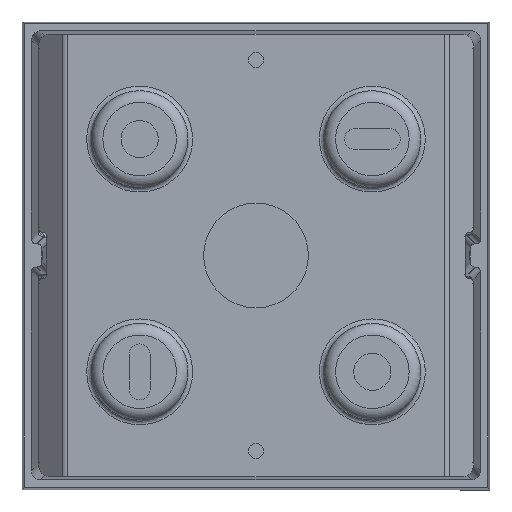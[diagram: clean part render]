
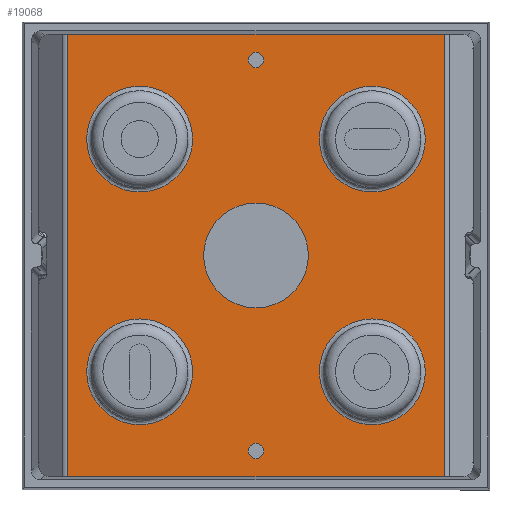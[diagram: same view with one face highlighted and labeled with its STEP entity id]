
A CAD part, top view. The second image highlights one B-rep face of the part: STEP entity #19068.
In plain terms, the highlighted planar face has unit normal (0, 0, 1).
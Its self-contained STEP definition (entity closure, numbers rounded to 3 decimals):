
#153=FACE_BOUND('',#3371,.T.);
#154=FACE_BOUND('',#3372,.T.);
#155=FACE_BOUND('',#3373,.T.);
#156=FACE_BOUND('',#3374,.T.);
#157=FACE_BOUND('',#3375,.T.);
#158=FACE_BOUND('',#3376,.T.);
#159=FACE_BOUND('',#3377,.T.);
#512=B_SPLINE_CURVE_WITH_KNOTS('',3,(#41917,#41918,#41919,#41920,#41921,
#41922,#41923,#41924,#41925,#41926,#41927,#41928,#41929,#41930,#41931,#41932,
#41933),.UNSPECIFIED.,.T.,.F.,(4,1,1,1,1,1,1,1,1,1,1,1,1,1,4),(-3.549,
-3.042,-2.535,-2.028,-1.521,-1.183,
-0.507,0.169,0.507,1.183,1.521,
2.197,2.535,3.042,3.549),
 .UNSPECIFIED.);
#513=B_SPLINE_CURVE_WITH_KNOTS('',3,(#41944,#41945,#41946,#41947,#41948,
#41949,#41950,#41951,#41952,#41953,#41954,#41955,#41956,#41957,#41958,#41959,
#41960),.UNSPECIFIED.,.T.,.F.,(4,1,1,1,1,1,1,1,1,1,1,1,1,1,4),(-3.549,
-3.042,-2.535,-2.028,-1.521,-1.183,
-0.507,-0.169,0.507,1.183,
1.521,2.197,2.535,3.042,3.549),
 .UNSPECIFIED.);
#514=B_SPLINE_CURVE_WITH_KNOTS('',3,(#41962,#41963,#41964,#41965,#41966,
#41967,#41968,#41969,#41970,#41971,#41972,#41973,#41974,#41975,#41976,#41977,
#41978),.UNSPECIFIED.,.T.,.F.,(4,1,1,1,1,1,1,1,1,1,1,1,1,1,4),(-3.549,
-3.042,-2.535,-2.028,-1.521,-1.183,
-0.507,0.169,0.507,1.183,1.521,
2.197,2.535,3.042,3.549),
 .UNSPECIFIED.);
#515=B_SPLINE_CURVE_WITH_KNOTS('',3,(#41986,#41987,#41988,#41989,#41990,
#41991,#41992,#41993,#41994,#41995,#41996,#41997,#41998,#41999,#42000,#42001,
#42002),.UNSPECIFIED.,.T.,.F.,(4,1,1,1,1,1,1,1,1,1,1,1,1,1,4),(-3.549,
-3.042,-2.535,-2.028,-1.521,-1.183,
-0.507,0.169,0.507,1.183,1.521,
2.197,2.535,3.042,3.549),
 .UNSPECIFIED.);
#2161=FACE_OUTER_BOUND('',#3370,.T.);
#3370=EDGE_LOOP('',(#15711,#15712,#15713,#15714));
#3371=EDGE_LOOP('',(#15715));
#3372=EDGE_LOOP('',(#15716));
#3373=EDGE_LOOP('',(#15717));
#3374=EDGE_LOOP('',(#15718));
#3375=EDGE_LOOP('',(#15719));
#3376=EDGE_LOOP('',(#15720));
#3377=EDGE_LOOP('',(#15721));
#4734=LINE('',#41937,#6212);
#4735=LINE('',#41939,#6213);
#4736=LINE('',#41941,#6214);
#4737=LINE('',#41942,#6215);
#6212=VECTOR('',#24786,10.);
#6213=VECTOR('',#24787,10.);
#6214=VECTOR('',#24788,10.);
#6215=VECTOR('',#24789,10.);
#7269=CIRCLE('',#20758,1.65);
#7270=CIRCLE('',#20759,1.65);
#7271=CIRCLE('',#20760,11.25);
#8653=VERTEX_POINT('',#41892);
#8656=VERTEX_POINT('',#41935);
#8657=VERTEX_POINT('',#41936);
#8658=VERTEX_POINT('',#41938);
#8659=VERTEX_POINT('',#41940);
#8660=VERTEX_POINT('',#41943);
#8661=VERTEX_POINT('',#41961);
#8662=VERTEX_POINT('',#41979);
#8663=VERTEX_POINT('',#41981);
#8664=VERTEX_POINT('',#41983);
#8665=VERTEX_POINT('',#41985);
#11101=EDGE_CURVE('',#8653,#8653,#512,.T.);
#11102=EDGE_CURVE('',#8656,#8657,#4734,.T.);
#11103=EDGE_CURVE('',#8658,#8656,#4735,.T.);
#11104=EDGE_CURVE('',#8659,#8658,#4736,.T.);
#11105=EDGE_CURVE('',#8657,#8659,#4737,.T.);
#11106=EDGE_CURVE('',#8660,#8660,#513,.T.);
#11107=EDGE_CURVE('',#8661,#8661,#514,.T.);
#11108=EDGE_CURVE('',#8662,#8662,#7269,.T.);
#11109=EDGE_CURVE('',#8663,#8663,#7270,.T.);
#11110=EDGE_CURVE('',#8664,#8664,#7271,.T.);
#11111=EDGE_CURVE('',#8665,#8665,#515,.T.);
#15711=ORIENTED_EDGE('',*,*,#11102,.F.);
#15712=ORIENTED_EDGE('',*,*,#11103,.F.);
#15713=ORIENTED_EDGE('',*,*,#11104,.F.);
#15714=ORIENTED_EDGE('',*,*,#11105,.F.);
#15715=ORIENTED_EDGE('',*,*,#11106,.F.);
#15716=ORIENTED_EDGE('',*,*,#11107,.F.);
#15717=ORIENTED_EDGE('',*,*,#11108,.T.);
#15718=ORIENTED_EDGE('',*,*,#11109,.T.);
#15719=ORIENTED_EDGE('',*,*,#11110,.T.);
#15720=ORIENTED_EDGE('',*,*,#11111,.F.);
#15721=ORIENTED_EDGE('',*,*,#11101,.F.);
#18098=PLANE('',#20757);
#19068=ADVANCED_FACE('',(#2161,#153,#154,#155,#156,#157,#158,#159),#18098,
 .T.);
#20757=AXIS2_PLACEMENT_3D('',#41934,#24784,#24785);
#20758=AXIS2_PLACEMENT_3D('',#41980,#24790,#24791);
#20759=AXIS2_PLACEMENT_3D('',#41982,#24792,#24793);
#20760=AXIS2_PLACEMENT_3D('',#41984,#24794,#24795);
#24784=DIRECTION('center_axis',(0.,0.,1.));
#24785=DIRECTION('ref_axis',(1.,0.,0.));
#24786=DIRECTION('',(0.,-1.,0.));
#24787=DIRECTION('',(1.,0.,0.));
#24788=DIRECTION('',(0.,1.,0.));
#24789=DIRECTION('',(-1.,0.,0.));
#24790=DIRECTION('center_axis',(0.,0.,-1.));
#24791=DIRECTION('ref_axis',(-1.,0.,0.));
#24792=DIRECTION('center_axis',(0.,0.,-1.));
#24793=DIRECTION('ref_axis',(-1.,0.,0.));
#24794=DIRECTION('center_axis',(0.,0.,-1.));
#24795=DIRECTION('ref_axis',(-1.,0.,0.));
#41892=CARTESIAN_POINT('',(13.636,25.009,53.));
#41917=CARTESIAN_POINT('Ctrl Pts',(13.636,25.009,53.));
#41918=CARTESIAN_POINT('Ctrl Pts',(13.635,23.315,53.));
#41919=CARTESIAN_POINT('Ctrl Pts',(14.406,19.906,53.));
#41920=CARTESIAN_POINT('Ctrl Pts',(17.664,15.82,53.));
#41921=CARTESIAN_POINT('Ctrl Pts',(22.382,13.541,53.));
#41922=CARTESIAN_POINT('Ctrl Pts',(27.031,13.545,53.));
#41923=CARTESIAN_POINT('Ctrl Pts',(31.831,15.424,53.));
#41924=CARTESIAN_POINT('Ctrl Pts',(35.88,19.761,53.));
#41925=CARTESIAN_POINT('Ctrl Pts',(36.741,25.626,53.));
#41926=CARTESIAN_POINT('Ctrl Pts',(35.071,31.076,53.));
#41927=CARTESIAN_POINT('Ctrl Pts',(31.854,34.567,53.));
#41928=CARTESIAN_POINT('Ctrl Pts',(26.514,36.665,53.));
#41929=CARTESIAN_POINT('Ctrl Pts',(21.794,36.322,53.));
#41930=CARTESIAN_POINT('Ctrl Pts',(17.325,33.739,53.));
#41931=CARTESIAN_POINT('Ctrl Pts',(14.414,30.117,53.));
#41932=CARTESIAN_POINT('Ctrl Pts',(13.637,26.703,53.));
#41933=CARTESIAN_POINT('Ctrl Pts',(13.636,25.009,53.));
#41934=CARTESIAN_POINT('Origin',(0.,0.,53.));
#41935=CARTESIAN_POINT('',(40.5,47.5,53.));
#41936=CARTESIAN_POINT('',(40.5,-47.5,53.));
#41937=CARTESIAN_POINT('',(40.5,-47.5,53.));
#41938=CARTESIAN_POINT('',(-40.5,47.5,53.));
#41939=CARTESIAN_POINT('',(40.5,47.5,53.));
#41940=CARTESIAN_POINT('',(-40.5,-47.5,53.));
#41941=CARTESIAN_POINT('',(-40.5,47.5,53.));
#41942=CARTESIAN_POINT('',(-40.5,-47.5,53.));
#41943=CARTESIAN_POINT('',(-13.636,24.991,53.));
#41944=CARTESIAN_POINT('Ctrl Pts',(-13.636,24.991,53.));
#41945=CARTESIAN_POINT('Ctrl Pts',(-13.635,26.685,53.));
#41946=CARTESIAN_POINT('Ctrl Pts',(-14.406,30.094,53.));
#41947=CARTESIAN_POINT('Ctrl Pts',(-17.664,34.181,53.));
#41948=CARTESIAN_POINT('Ctrl Pts',(-22.383,36.458,53.));
#41949=CARTESIAN_POINT('Ctrl Pts',(-27.029,36.456,53.));
#41950=CARTESIAN_POINT('Ctrl Pts',(-31.835,34.574,53.));
#41951=CARTESIAN_POINT('Ctrl Pts',(-35.058,31.112,53.));
#41952=CARTESIAN_POINT('Ctrl Pts',(-36.745,25.617,53.));
#41953=CARTESIAN_POINT('Ctrl Pts',(-35.884,19.793,53.));
#41954=CARTESIAN_POINT('Ctrl Pts',(-31.852,15.434,53.));
#41955=CARTESIAN_POINT('Ctrl Pts',(-26.515,13.334,53.));
#41956=CARTESIAN_POINT('Ctrl Pts',(-21.793,13.678,53.));
#41957=CARTESIAN_POINT('Ctrl Pts',(-17.326,16.261,53.));
#41958=CARTESIAN_POINT('Ctrl Pts',(-14.414,19.883,53.));
#41959=CARTESIAN_POINT('Ctrl Pts',(-13.637,23.297,53.));
#41960=CARTESIAN_POINT('Ctrl Pts',(-13.636,24.991,53.));
#41961=CARTESIAN_POINT('',(-13.636,-25.009,53.));
#41962=CARTESIAN_POINT('Ctrl Pts',(-13.636,-25.009,
53.));
#41963=CARTESIAN_POINT('Ctrl Pts',(-13.635,-23.315,
53.));
#41964=CARTESIAN_POINT('Ctrl Pts',(-14.406,-19.906,
53.));
#41965=CARTESIAN_POINT('Ctrl Pts',(-17.664,-15.82,
53.));
#41966=CARTESIAN_POINT('Ctrl Pts',(-22.382,-13.541,
53.));
#41967=CARTESIAN_POINT('Ctrl Pts',(-27.031,-13.545,53.));
#41968=CARTESIAN_POINT('Ctrl Pts',(-31.831,-15.424,
53.));
#41969=CARTESIAN_POINT('Ctrl Pts',(-35.88,-19.761,
53.));
#41970=CARTESIAN_POINT('Ctrl Pts',(-36.741,-25.626,
53.));
#41971=CARTESIAN_POINT('Ctrl Pts',(-35.071,-31.076,
53.));
#41972=CARTESIAN_POINT('Ctrl Pts',(-31.854,-34.567,
53.));
#41973=CARTESIAN_POINT('Ctrl Pts',(-26.514,-36.665,53.));
#41974=CARTESIAN_POINT('Ctrl Pts',(-21.794,-36.322,
53.));
#41975=CARTESIAN_POINT('Ctrl Pts',(-17.325,-33.739,53.));
#41976=CARTESIAN_POINT('Ctrl Pts',(-14.414,-30.117,
53.));
#41977=CARTESIAN_POINT('Ctrl Pts',(-13.637,-26.703,53.));
#41978=CARTESIAN_POINT('Ctrl Pts',(-13.636,-25.009,
53.));
#41979=CARTESIAN_POINT('',(1.65,42.,53.));
#41980=CARTESIAN_POINT('Origin',(0.,42.,53.));
#41981=CARTESIAN_POINT('',(1.65,-42.,53.));
#41982=CARTESIAN_POINT('Origin',(0.,-42.,53.));
#41983=CARTESIAN_POINT('',(11.25,0.,53.));
#41984=CARTESIAN_POINT('Origin',(0.,0.,53.));
#41985=CARTESIAN_POINT('',(13.636,-24.991,53.));
#41986=CARTESIAN_POINT('Ctrl Pts',(13.636,-24.991,53.));
#41987=CARTESIAN_POINT('Ctrl Pts',(13.635,-26.685,53.));
#41988=CARTESIAN_POINT('Ctrl Pts',(14.406,-30.094,53.));
#41989=CARTESIAN_POINT('Ctrl Pts',(17.664,-34.18,53.));
#41990=CARTESIAN_POINT('Ctrl Pts',(22.382,-36.459,53.));
#41991=CARTESIAN_POINT('Ctrl Pts',(27.031,-36.455,53.));
#41992=CARTESIAN_POINT('Ctrl Pts',(31.831,-34.576,53.));
#41993=CARTESIAN_POINT('Ctrl Pts',(35.88,-30.239,53.));
#41994=CARTESIAN_POINT('Ctrl Pts',(36.741,-24.374,53.));
#41995=CARTESIAN_POINT('Ctrl Pts',(35.071,-18.924,53.));
#41996=CARTESIAN_POINT('Ctrl Pts',(31.854,-15.433,53.));
#41997=CARTESIAN_POINT('Ctrl Pts',(26.514,-13.335,53.));
#41998=CARTESIAN_POINT('Ctrl Pts',(21.794,-13.678,53.));
#41999=CARTESIAN_POINT('Ctrl Pts',(17.325,-16.261,53.));
#42000=CARTESIAN_POINT('Ctrl Pts',(14.414,-19.883,53.));
#42001=CARTESIAN_POINT('Ctrl Pts',(13.637,-23.297,53.));
#42002=CARTESIAN_POINT('Ctrl Pts',(13.636,-24.991,53.));
